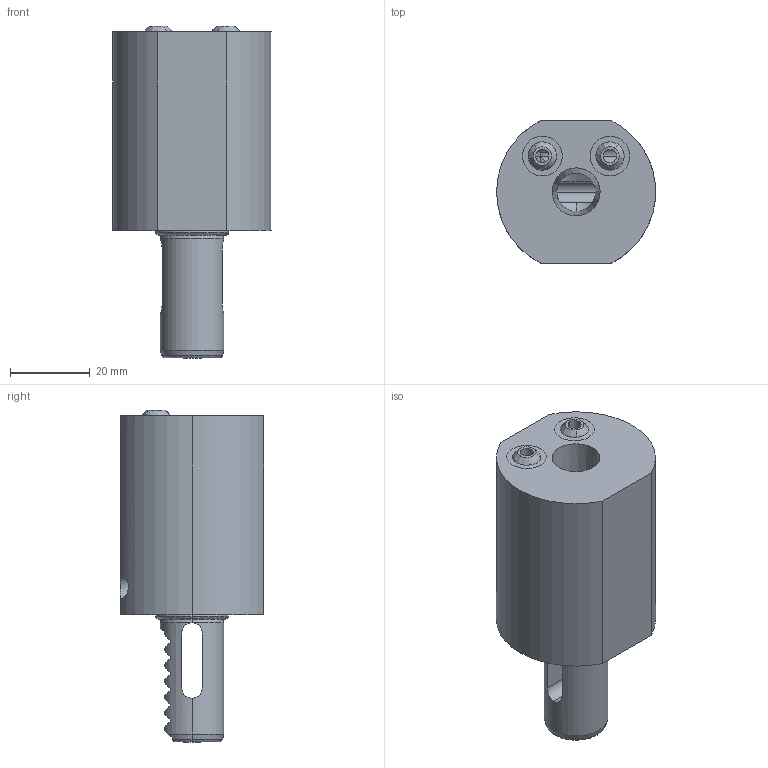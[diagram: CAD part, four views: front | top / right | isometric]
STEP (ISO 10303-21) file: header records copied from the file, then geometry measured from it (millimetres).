
FILE_DESCRIPTION (( 'STEP AP203' ), '1' );
FILE_NAME ('STEP.STEP', '2020-05-23T04:40:08', ( '' ), ( '' ), 'SwSTEP 2.0', 'SolidWorks 2017', '' );
FILE_SCHEMA (( 'CONFIG_CONTROL_DESIGN' ));
Length unit declared in the file: millimetre
Products named in the file (1): STEP
Bounding box: 39.93 x 36 x 83.45 mm (x, y, z)
Volume: 56385.7 mm3; surface area: 17105.6 mm2
Topology: 8 solids, 8 shells, 183 faces, 488 edges, 299 vertices
Faces by surface type: plane 63, cylinder 62, cone 37, bspline 21
Entity records: 7107 total; most frequent: CARTESIAN_POINT 2786, ORIENTED_EDGE 932, DIRECTION 835, EDGE_CURVE 466, AXIS2_PLACEMENT_3D 326, VERTEX_POINT 299, EDGE_LOOP 205, VECTOR 183
